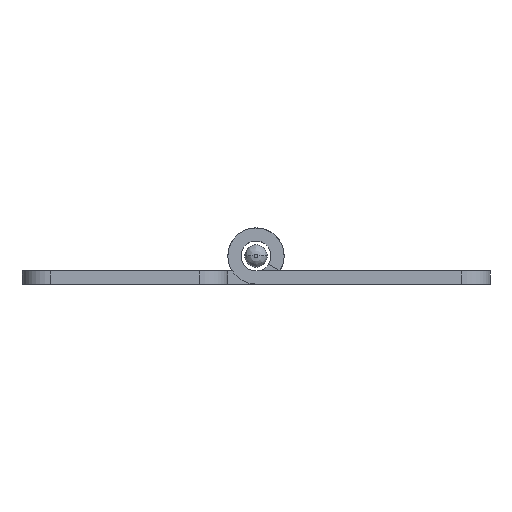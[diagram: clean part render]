
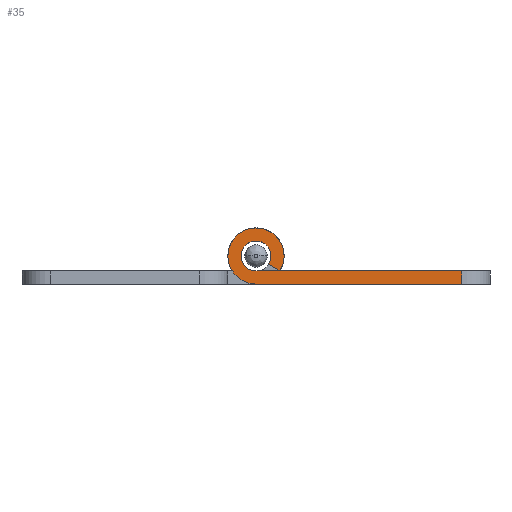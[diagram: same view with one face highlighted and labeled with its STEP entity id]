
A CAD part, front view. The second image highlights one B-rep face of the part: STEP entity #35.
In plain terms, the highlighted planar face has unit normal (0, -1, 0).
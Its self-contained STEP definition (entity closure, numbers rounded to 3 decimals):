
#35=ADVANCED_FACE('',(#141),#1907,.T.);
#141=FACE_OUTER_BOUND('',#251,.T.);
#251=EDGE_LOOP('',(#440,#441,#442,#443,#444,#445));
#440=ORIENTED_EDGE('',*,*,#942,.F.);
#441=ORIENTED_EDGE('',*,*,#1013,.F.);
#442=ORIENTED_EDGE('',*,*,#1002,.F.);
#443=ORIENTED_EDGE('',*,*,#990,.F.);
#444=ORIENTED_EDGE('',*,*,#968,.F.);
#445=ORIENTED_EDGE('',*,*,#998,.F.);
#942=EDGE_CURVE('',#1672,#1692,#1538,.T.);
#968=EDGE_CURVE('',#1718,#1698,#1562,.T.);
#990=EDGE_CURVE('',#1698,#1720,#1300,.T.);
#998=EDGE_CURVE('',#1692,#1718,#1585,.T.);
#1002=EDGE_CURVE('',#1720,#1726,#1589,.T.);
#1013=EDGE_CURVE('',#1726,#1672,#1304,.T.);
#1300=TRIMMED_CURVE($,#1420,(#2971),(#2972),.T.,.CARTESIAN.);
#1304=TRIMMED_CURVE($,#1424,(#3021),(#3022),.T.,.CARTESIAN.);
#1420=CIRCLE('',#2123,1.5);
#1424=CIRCLE('',#2127,0.8);
#1538=B_SPLINE_CURVE_WITH_KNOTS('',1,(#2864,#2865),.UNSPECIFIED.,.F.,.F.,
(2,2),(38.2,49.2),.UNSPECIFIED.);
#1562=B_SPLINE_CURVE_WITH_KNOTS('',1,(#2921,#2922),.UNSPECIFIED.,.F.,.F.,
(2,2),(52.9,63.9),.UNSPECIFIED.);
#1585=B_SPLINE_CURVE_WITH_KNOTS('',1,(#2989,#2990),.UNSPECIFIED.,.F.,.F.,
(2,2),(0.,0.7),.UNSPECIFIED.);
#1589=B_SPLINE_CURVE_WITH_KNOTS('',1,(#2997,#2998),.UNSPECIFIED.,.F.,.F.,
(2,2),(71.806,72.506),.UNSPECIFIED.);
#1672=VERTEX_POINT('',#2740);
#1692=VERTEX_POINT('',#2760);
#1698=VERTEX_POINT('',#2766);
#1718=VERTEX_POINT('',#2786);
#1720=VERTEX_POINT('',#2788);
#1726=VERTEX_POINT('',#2794);
#1907=PLANE('',#2064);
#2064=AXIS2_PLACEMENT_3D('',#2603,#2273,$);
#2123=AXIS2_PLACEMENT_3D($,#2970,#2336,#2337);
#2127=AXIS2_PLACEMENT_3D($,#3020,#2344,#2345);
#2273=DIRECTION('',(0.,-1.,0.));
#2336=DIRECTION('',(0.,1.,0.));
#2337=DIRECTION('',(0.,0.,-1.));
#2344=DIRECTION('',(0.,-1.,0.));
#2345=DIRECTION('',(0.847,0.,-0.531));
#2603=CARTESIAN_POINT('',(0.626,6.059,3.375));
#2740=CARTESIAN_POINT('',(3.876,6.059,0.7));
#2760=CARTESIAN_POINT('',(14.876,6.059,0.7));
#2766=CARTESIAN_POINT('',(3.876,6.059,0.));
#2786=CARTESIAN_POINT('',(14.876,6.059,0.));
#2788=CARTESIAN_POINT('',(5.148,6.059,0.705));
#2794=CARTESIAN_POINT('',(4.554,6.059,1.075));
#2864=CARTESIAN_POINT('',(3.876,6.059,0.7));
#2865=CARTESIAN_POINT('',(14.876,6.059,0.7));
#2921=CARTESIAN_POINT('',(14.876,6.059,0.));
#2922=CARTESIAN_POINT('',(3.876,6.059,0.));
#2970=CARTESIAN_POINT('',(3.876,6.059,1.5));
#2971=CARTESIAN_POINT('',(3.876,6.059,0.));
#2972=CARTESIAN_POINT('',(5.148,6.059,0.705));
#2989=CARTESIAN_POINT('',(14.876,6.059,0.7));
#2990=CARTESIAN_POINT('',(14.876,6.059,0.));
#2997=CARTESIAN_POINT('',(5.148,6.059,0.705));
#2998=CARTESIAN_POINT('',(4.554,6.059,1.075));
#3020=CARTESIAN_POINT('',(3.876,6.059,1.5));
#3021=CARTESIAN_POINT('',(4.554,6.059,1.075));
#3022=CARTESIAN_POINT('',(3.876,6.059,0.7));
